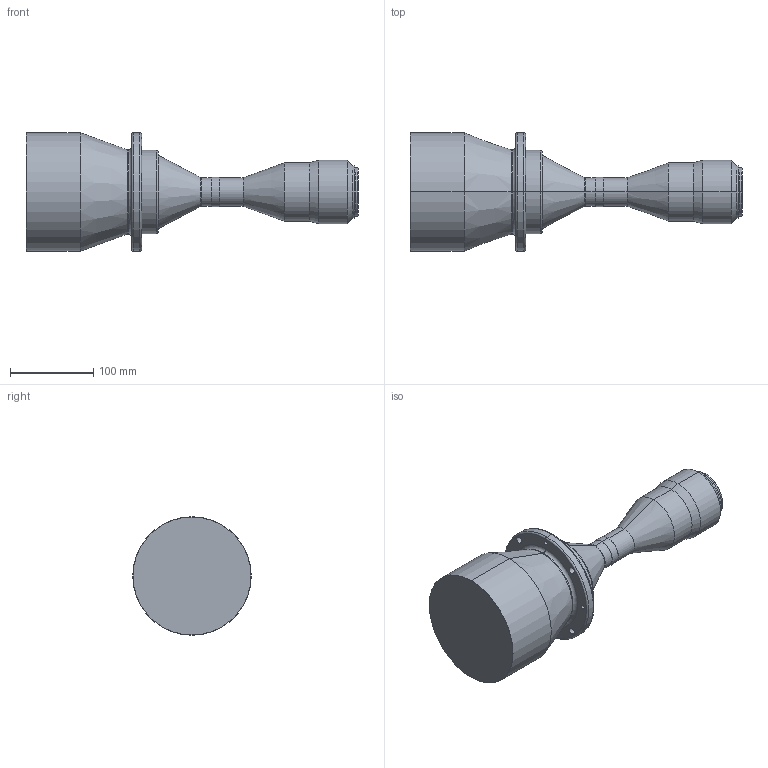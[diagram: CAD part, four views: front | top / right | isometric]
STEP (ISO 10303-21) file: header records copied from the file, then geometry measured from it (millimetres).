
FILE_DESCRIPTION (( 'STEP AP203' ), '1' );
FILE_NAME ('DTCM35FH-110-M58-AL.STEP', '2019-11-18T08:33:45', ( 'Windows 蚚誧' ), ( '' ), 'SwSTEP 2.0', 'SolidWorks 2017', '' );
FILE_SCHEMA (( 'CONFIG_CONTROL_DESIGN' ));
Length unit declared in the file: millimetre
Products named in the file (1): DTCM35FH-110-M58-AL
Bounding box: 397.9 x 142 x 142 mm (x, y, z)
Volume: 2748280.1 mm3; surface area: 147494 mm2
Topology: 1 solids, 1 shells, 75 faces, 164 edges, 98 vertices
Faces by surface type: cylinder 38, cone 16, torus 12, plane 9
Entity records: 2185 total; most frequent: DIRECTION 426, CARTESIAN_POINT 338, ORIENTED_EDGE 328, AXIS2_PLACEMENT_3D 186, EDGE_CURVE 164, CIRCLE 110, VERTEX_POINT 98, EDGE_LOOP 98
